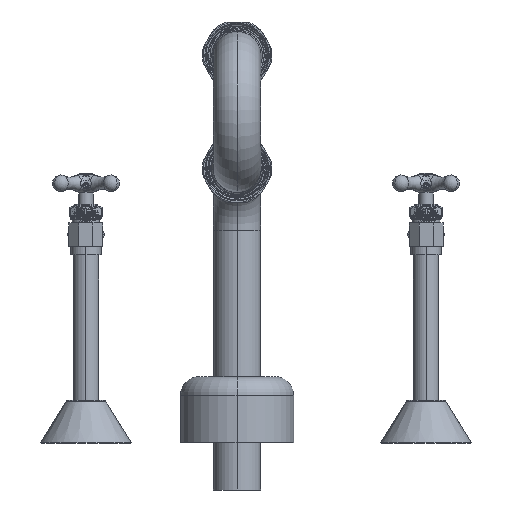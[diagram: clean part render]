
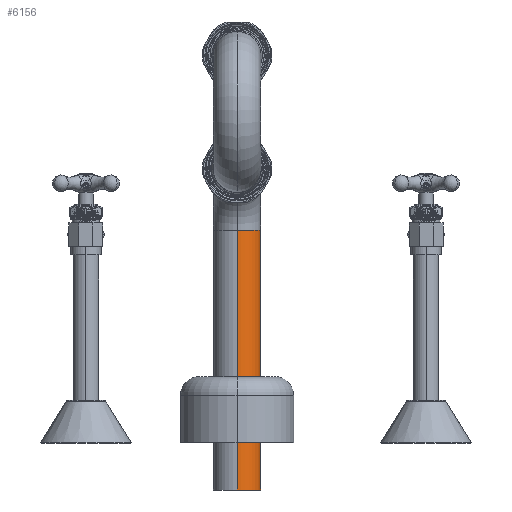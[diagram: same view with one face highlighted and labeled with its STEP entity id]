
A CAD part, front view. The second image highlights one B-rep face of the part: STEP entity #6156.
In plain terms, the highlighted cylindrical face has radius 15.875 mm (diameter 31.75 mm), a partial arc.
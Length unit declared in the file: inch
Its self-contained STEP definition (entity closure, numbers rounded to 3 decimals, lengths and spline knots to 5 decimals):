
#5473=DIRECTION('',(-1.,0.,0.));
#5474=VECTOR('',#5473,6.87);
#5475=CARTESIAN_POINT('',(-1.63,1.685,0.));
#5476=LINE('',#5475,#5474);
#5480=CARTESIAN_POINT('',(-1.63,2.31,0.));
#5481=DIRECTION('',(-1.,0.,0.));
#5482=DIRECTION('',(0.,1.,0.));
#5483=AXIS2_PLACEMENT_3D('',#5480,#5481,#5482);
#5488=DIRECTION('',(-1.,0.,0.));
#5489=VECTOR('',#5488,6.87);
#5490=CARTESIAN_POINT('',(-1.63,2.935,0.));
#5491=LINE('',#5490,#5489);
#5503=CARTESIAN_POINT('',(-8.5,2.31,0.));
#5504=DIRECTION('',(-1.,0.,0.));
#5505=DIRECTION('',(0.,1.,0.));
#5506=AXIS2_PLACEMENT_3D('',#5503,#5504,#5505);
#5839=CARTESIAN_POINT('',(-1.63,1.685,0.));
#5840=CARTESIAN_POINT('',(-1.63,2.935,0.));
#5841=VERTEX_POINT('',#5839);
#5842=VERTEX_POINT('',#5840);
#5847=CARTESIAN_POINT('',(-8.5,1.685,0.));
#5848=CARTESIAN_POINT('',(-8.5,2.935,0.));
#5849=VERTEX_POINT('',#5847);
#5850=VERTEX_POINT('',#5848);
#6144=CARTESIAN_POINT('',(-1.63,2.31,0.));
#6145=DIRECTION('',(-1.,0.,0.));
#6146=DIRECTION('',(0.,-1.,0.));
#6147=AXIS2_PLACEMENT_3D('',#6144,#6145,#6146);
#6148=CYLINDRICAL_SURFACE('',#6147,0.625);
#6149=ORIENTED_EDGE('',*,*,#6109,.F.);
#6150=ORIENTED_EDGE('',*,*,#6139,.T.);
#6152=ORIENTED_EDGE('',*,*,#6151,.T.);
#6153=ORIENTED_EDGE('',*,*,#6135,.F.);
#6154=EDGE_LOOP('',(#6149,#6150,#6152,#6153));
#6155=FACE_OUTER_BOUND('',#6154,.F.);
#5484=CIRCLE('',#5483,0.625);
#5507=CIRCLE('',#5506,0.625);
#6109=EDGE_CURVE('',#5842,#5841,#5484,.T.);
#6135=EDGE_CURVE('',#5841,#5849,#5476,.T.);
#6139=EDGE_CURVE('',#5842,#5850,#5491,.T.);
#6151=EDGE_CURVE('',#5850,#5849,#5507,.T.);
#6156=ADVANCED_FACE('',(#6155),#6148,.T.);
